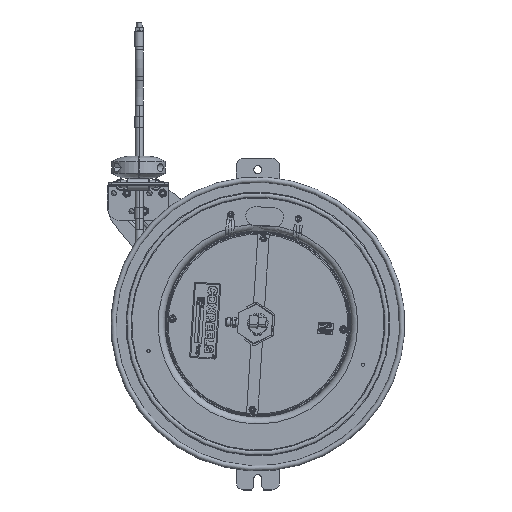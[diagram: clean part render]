
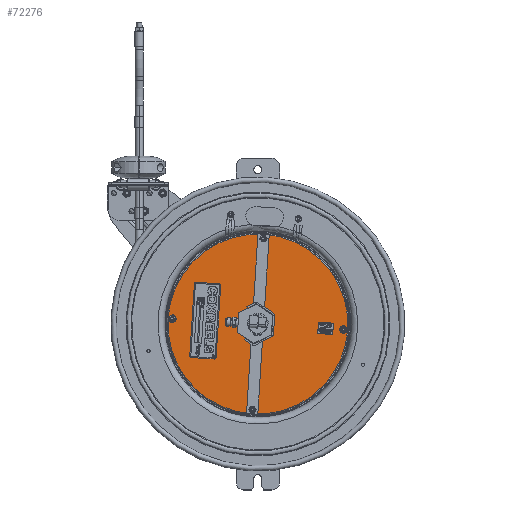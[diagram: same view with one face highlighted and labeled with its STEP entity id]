
A CAD part, top view. The second image highlights one B-rep face of the part: STEP entity #72276.
In plain terms, the highlighted planar face has unit normal (0, 0, 1).
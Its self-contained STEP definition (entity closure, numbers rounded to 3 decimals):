
#379=FACE_BOUND('',#24929,.T.);
#380=FACE_BOUND('',#24930,.T.);
#381=FACE_BOUND('',#24931,.T.);
#382=FACE_BOUND('',#24932,.T.);
#383=FACE_BOUND('',#24933,.T.);
#16573=PLANE('',#76343);
#21816=FACE_OUTER_BOUND('',#24928,.T.);
#24928=EDGE_LOOP('',(#62762));
#24929=EDGE_LOOP('',(#62763));
#24930=EDGE_LOOP('',(#62764));
#24931=EDGE_LOOP('',(#62765));
#24932=EDGE_LOOP('',(#62766));
#24933=EDGE_LOOP('',(#62767));
#27155=CIRCLE('',#76344,5.97);
#27156=CIRCLE('',#76345,0.655);
#27157=CIRCLE('',#76346,0.14);
#27158=CIRCLE('',#76347,0.14);
#27159=CIRCLE('',#76348,0.14);
#27160=CIRCLE('',#76349,0.14);
#35383=VERTEX_POINT('',#129008);
#35384=VERTEX_POINT('',#129010);
#35385=VERTEX_POINT('',#129012);
#35386=VERTEX_POINT('',#129014);
#35387=VERTEX_POINT('',#129016);
#35388=VERTEX_POINT('',#129018);
#46777=EDGE_CURVE('',#35383,#35383,#27155,.T.);
#46778=EDGE_CURVE('',#35384,#35384,#27156,.T.);
#46779=EDGE_CURVE('',#35385,#35385,#27157,.T.);
#46780=EDGE_CURVE('',#35386,#35386,#27158,.T.);
#46781=EDGE_CURVE('',#35387,#35387,#27159,.T.);
#46782=EDGE_CURVE('',#35388,#35388,#27160,.T.);
#62762=ORIENTED_EDGE('',*,*,#46777,.F.);
#62763=ORIENTED_EDGE('',*,*,#46778,.T.);
#62764=ORIENTED_EDGE('',*,*,#46779,.T.);
#62765=ORIENTED_EDGE('',*,*,#46780,.T.);
#62766=ORIENTED_EDGE('',*,*,#46781,.T.);
#62767=ORIENTED_EDGE('',*,*,#46782,.T.);
#72276=ADVANCED_FACE('',(#21816,#379,#380,#381,#382,#383),#16573,.T.);
#76343=AXIS2_PLACEMENT_3D('',#129007,#89431,#89432);
#76344=AXIS2_PLACEMENT_3D('',#129009,#89433,#89434);
#76345=AXIS2_PLACEMENT_3D('',#129011,#89435,#89436);
#76346=AXIS2_PLACEMENT_3D('',#129013,#89437,#89438);
#76347=AXIS2_PLACEMENT_3D('',#129015,#89439,#89440);
#76348=AXIS2_PLACEMENT_3D('',#129017,#89441,#89442);
#76349=AXIS2_PLACEMENT_3D('',#129019,#89443,#89444);
#89431=DIRECTION('center_axis',(0.,0.,
1.));
#89432=DIRECTION('ref_axis',(-0.998,0.064,0.));
#89433=DIRECTION('center_axis',(0.,0.,
-1.));
#89434=DIRECTION('ref_axis',(-0.998,0.064,0.));
#89435=DIRECTION('center_axis',(0.,0.,
-1.));
#89436=DIRECTION('ref_axis',(0.998,-0.064,0.));
#89437=DIRECTION('center_axis',(0.,0.,
-1.));
#89438=DIRECTION('ref_axis',(-0.998,0.064,0.));
#89439=DIRECTION('center_axis',(0.,0.,
-1.));
#89440=DIRECTION('ref_axis',(-0.998,0.064,0.));
#89441=DIRECTION('center_axis',(0.,0.,
-1.));
#89442=DIRECTION('ref_axis',(-0.998,0.064,0.));
#89443=DIRECTION('center_axis',(0.,0.,
-1.));
#89444=DIRECTION('ref_axis',(-0.998,0.064,0.));
#129007=CARTESIAN_POINT('Origin',(0.,0.,
4.827));
#129008=CARTESIAN_POINT('',(5.958,-0.38,4.827));
#129009=CARTESIAN_POINT('Origin',(0.,0.,
4.827));
#129010=CARTESIAN_POINT('',(-0.654,0.042,4.827));
#129011=CARTESIAN_POINT('Origin',(0.,0.,
4.827));
#129012=CARTESIAN_POINT('',(-5.816,0.371,4.827));
#129013=CARTESIAN_POINT('Origin',(-5.676,0.362,4.827));
#129014=CARTESIAN_POINT('',(5.536,-0.353,4.827));
#129015=CARTESIAN_POINT('Origin',(5.676,-0.362,4.827));
#129016=CARTESIAN_POINT('',(-0.502,-5.667,4.827));
#129017=CARTESIAN_POINT('Origin',(-0.362,-5.676,
4.827));
#129018=CARTESIAN_POINT('',(0.223,5.685,4.827));
#129019=CARTESIAN_POINT('Origin',(0.362,5.676,4.827));
